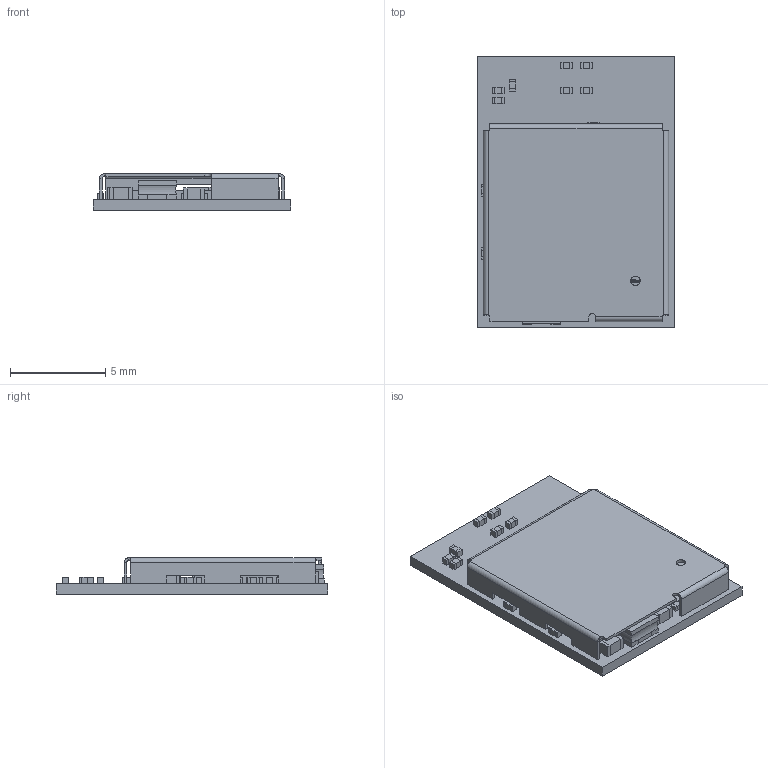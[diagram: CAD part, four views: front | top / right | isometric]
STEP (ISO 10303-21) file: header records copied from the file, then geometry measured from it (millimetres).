
FILE_DESCRIPTION(('Open CASCADE Model'),'2;1');
FILE_NAME('Open CASCADE Shape Model','2023-04-12T11:53:03',('Author'),( 'Open CASCADE'),'Open CASCADE STEP processor 7.5','Open CASCADE 7.5' ,'Unknown');
FILE_SCHEMA(('AUTOMOTIVE_DESIGN { 1 0 10303 214 1 1 1 1 }'));
Length unit declared in the file: millimetre
Products named in the file (1): PCB
Bounding box: 10.4 x 14.3 x 1.92 mm (x, y, z)
Volume: 127.6 mm3; surface area: 859.3 mm2
Topology: 234 solids, 489 shells, 1752 faces, 4260 edges, 3196 vertices
Faces by surface type: plane 1613, cylinder 107, torus 24, sphere 8
Full cylindrical faces by diameter (mm): 0.16 x2, 0.2 x2
Entity records: 53916 total; most frequent: CARTESIAN_POINT 9816, DIRECTION 8028, ORIENTED_EDGE 7268, EDGE_CURVE 4228, LINE 3780, VECTOR 3780, VERTEX_POINT 3196, AXIS2_PLACEMENT_3D 2124
